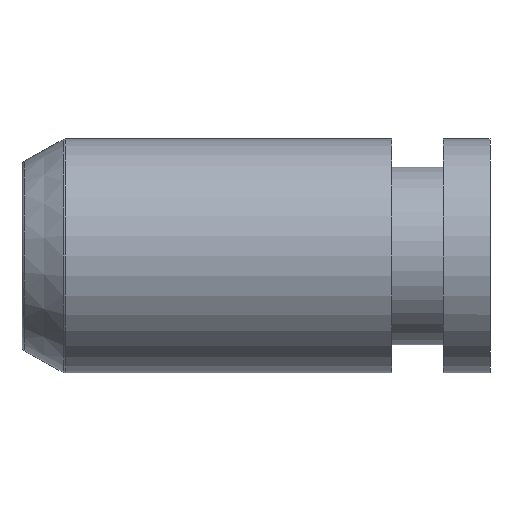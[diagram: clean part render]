
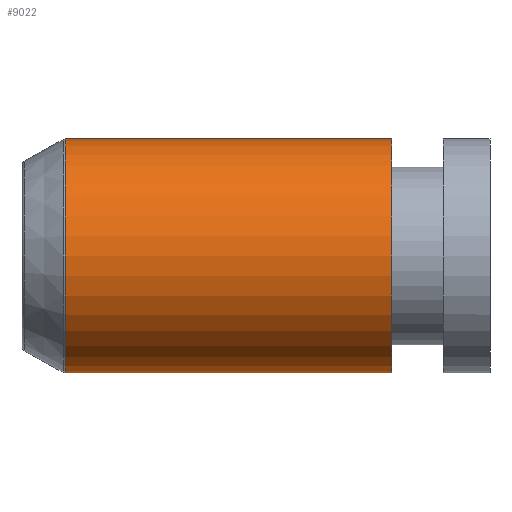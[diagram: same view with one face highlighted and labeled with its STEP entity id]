
A CAD part, left-side view. The second image highlights one B-rep face of the part: STEP entity #9022.
In plain terms, the highlighted cylindrical face has radius 12.5 mm (diameter 25 mm), a partial arc.
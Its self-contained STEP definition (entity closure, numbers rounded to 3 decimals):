
#295 = CARTESIAN_POINT ( 'NONE',  ( -3.205, -1.314, 12.5 ) ) ;
#614 = LINE ( 'NONE', #6234, #8294 ) ;
#933 = ORIENTED_EDGE ( 'NONE', *, *, #8578, .T. ) ;
#1431 = EDGE_CURVE ( 'NONE', #5788, #6335, #9014, .T. ) ;
#1667 = ORIENTED_EDGE ( 'NONE', *, *, #1431, .T. ) ;
#1834 = CIRCLE ( 'NONE', #2854, 12.5 ) ;
#1974 = DIRECTION ( 'NONE',  ( 0., 0., 1. ) ) ;
#2055 = VERTEX_POINT ( 'NONE', #5466 ) ;
#2651 = DIRECTION ( 'NONE',  ( 0., -1., 0. ) ) ;
#2854 = AXIS2_PLACEMENT_3D ( 'NONE', #4682, #2651, #1974 ) ;
#2995 = AXIS2_PLACEMENT_3D ( 'NONE', #4891, #7797, #8338 ) ;
#3582 = EDGE_LOOP ( 'NONE', ( #4615, #933, #8678, #1667 ) ) ;
#3628 = EDGE_CURVE ( 'NONE', #5807, #6335, #614, .T. ) ;
#4103 = DIRECTION ( 'NONE',  ( 0., -1., 0. ) ) ;
#4615 = ORIENTED_EDGE ( 'NONE', *, *, #3628, .F. ) ;
#4682 = CARTESIAN_POINT ( 'NONE',  ( -3.205, 33.557, 0. ) ) ;
#4891 = CARTESIAN_POINT ( 'NONE',  ( -3.205, 38.186, 0. ) ) ;
#5281 = LINE ( 'NONE', #6719, #6330 ) ;
#5339 = DIRECTION ( 'NONE',  ( 0., 1., 0. ) ) ;
#5466 = CARTESIAN_POINT ( 'NONE',  ( -3.205, 33.557, -12.5 ) ) ;
#5788 = VERTEX_POINT ( 'NONE', #8317 ) ;
#5807 = VERTEX_POINT ( 'NONE', #8879 ) ;
#6193 = EDGE_CURVE ( 'NONE', #2055, #5788, #5281, .T. ) ;
#6234 = CARTESIAN_POINT ( 'NONE',  ( -3.205, 38.186, 12.5 ) ) ;
#6330 = VECTOR ( 'NONE', #4103, 1000. ) ;
#6335 = VERTEX_POINT ( 'NONE', #295 ) ;
#6719 = CARTESIAN_POINT ( 'NONE',  ( -3.205, 38.186, -12.5 ) ) ;
#6800 = AXIS2_PLACEMENT_3D ( 'NONE', #8844, #5339, #8146 ) ;
#7624 = FACE_OUTER_BOUND ( 'NONE', #3582, .T. ) ;
#7797 = DIRECTION ( 'NONE',  ( 0., -1., 0. ) ) ;
#8146 = DIRECTION ( 'NONE',  ( 0., 0., 1. ) ) ;
#8294 = VECTOR ( 'NONE', #9033, 1000. ) ;
#8317 = CARTESIAN_POINT ( 'NONE',  ( -3.205, -1.314, -12.5 ) ) ;
#8338 = DIRECTION ( 'NONE',  ( 0., 0., -1. ) ) ;
#8578 = EDGE_CURVE ( 'NONE', #5807, #2055, #1834, .T. ) ;
#8678 = ORIENTED_EDGE ( 'NONE', *, *, #6193, .T. ) ;
#8844 = CARTESIAN_POINT ( 'NONE',  ( -3.205, -1.314, 0. ) ) ;
#8879 = CARTESIAN_POINT ( 'NONE',  ( -3.205, 33.557, 12.5 ) ) ;
#8994 = CYLINDRICAL_SURFACE ( 'NONE', #2995, 12.5 ) ;
#9014 = CIRCLE ( 'NONE', #6800, 12.5 ) ;
#9022 = ADVANCED_FACE ( 'NONE', ( #7624 ), #8994, .T. ) ;
#9033 = DIRECTION ( 'NONE',  ( 0., -1., 0. ) ) ;
